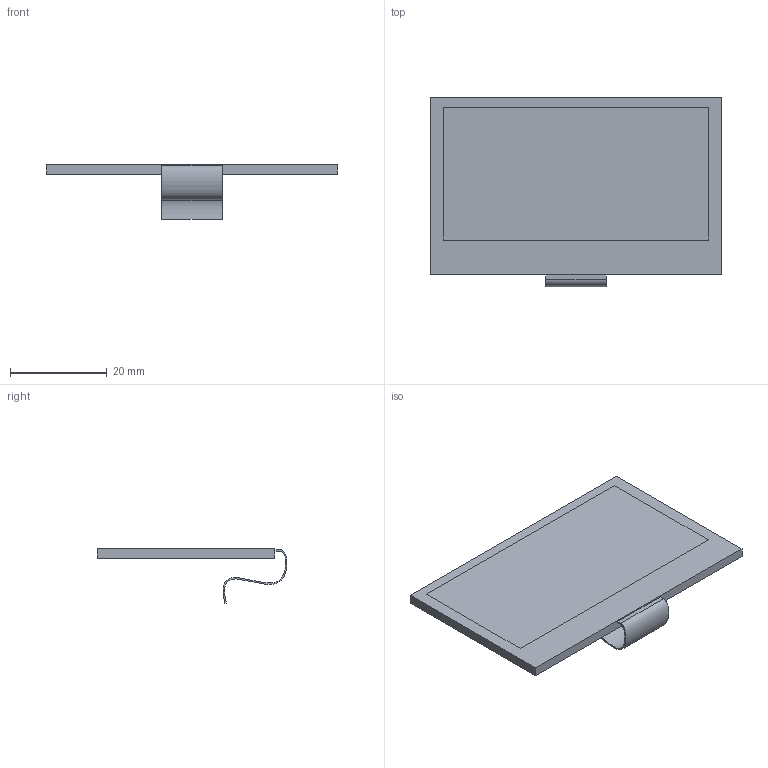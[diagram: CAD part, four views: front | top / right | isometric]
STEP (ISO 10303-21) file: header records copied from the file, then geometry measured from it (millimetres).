
FILE_DESCRIPTION (( 'STEP AP214' ), '1' );
FILE_NAME ('1247-B2P-A.STEP', '2015-10-06T09:28:09', ( '' ), ( '' ), 'SwSTEP 2.0', 'SolidWorks 2015', '' );
FILE_SCHEMA (( 'AUTOMOTIVE_DESIGN' ));
Length unit declared in the file: millimetre
Products named in the file (1): 1247-B2P-A
Bounding box: 60.3 x 39.27 x 11.35 mm (x, y, z)
Volume: 4527.1 mm3; surface area: 5456.8 mm2
Topology: 2 solids, 2 shells, 15 faces, 34 edges, 24 vertices
Faces by surface type: plane 13, bspline 2
Entity records: 714 total; most frequent: CARTESIAN_POINT 240, ORIENTED_EDGE 68, DIRECTION 58, EDGE_CURVE 34, LINE 30, VECTOR 30, VERTEX_POINT 24, EDGE_LOOP 16
